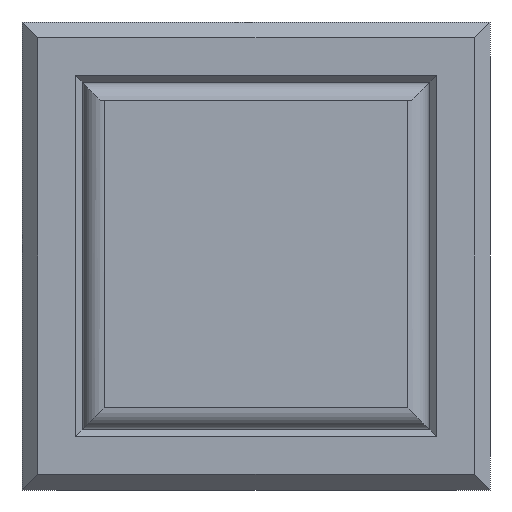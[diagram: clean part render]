
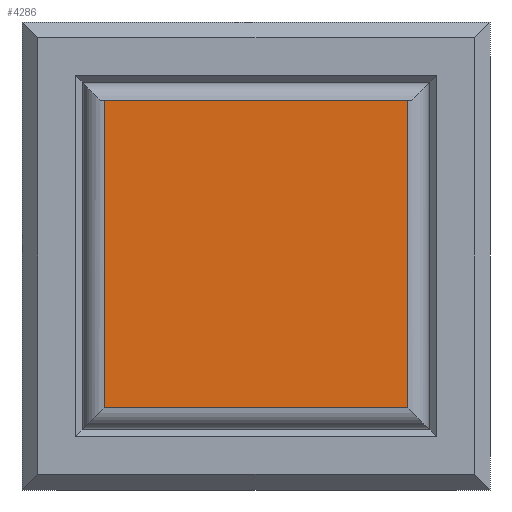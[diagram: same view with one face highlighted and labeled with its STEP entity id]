
A CAD part, left-side view. The second image highlights one B-rep face of the part: STEP entity #4286.
In plain terms, the highlighted planar face has unit normal (-1, 0, 0).
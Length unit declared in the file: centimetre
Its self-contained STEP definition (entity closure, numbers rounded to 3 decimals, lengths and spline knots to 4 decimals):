
#487=FACE_OUTER_BOUND('',#775,.T.);
#775=EDGE_LOOP('',(#3889,#3890,#3891,#3892));
#1337=LINE('',#10426,#1672);
#1338=LINE('',#10433,#1673);
#1340=LINE('',#10439,#1675);
#1341=LINE('',#10440,#1676);
#1672=VECTOR('',#5880,1.7683);
#1673=VECTOR('',#5889,1.7467);
#1675=VECTOR('',#5897,1.7683);
#1676=VECTOR('',#5898,1.7467);
#2052=VERTEX_POINT('',#10424);
#2053=VERTEX_POINT('',#10425);
#2055=VERTEX_POINT('',#10432);
#2056=VERTEX_POINT('',#10438);
#2662=EDGE_CURVE('',#2052,#2053,#1337,.T.);
#2666=EDGE_CURVE('',#2053,#2055,#1338,.T.);
#2669=EDGE_CURVE('',#2055,#2056,#1340,.T.);
#2670=EDGE_CURVE('',#2052,#2056,#1341,.T.);
#3889=ORIENTED_EDGE('',*,*,#2669,.T.);
#3890=ORIENTED_EDGE('',*,*,#2670,.F.);
#3891=ORIENTED_EDGE('',*,*,#2662,.T.);
#3892=ORIENTED_EDGE('',*,*,#2666,.T.);
#4028=PLANE('',#4713);
#4286=ADVANCED_FACE('',(#487),#4028,.T.);
#4713=AXIS2_PLACEMENT_3D('',#10437,#5895,#5896);
#5880=DIRECTION('',(0.,0.,-1.));
#5889=DIRECTION('',(0.,-1.,0.));
#5895=DIRECTION('center_axis',(-1.,0.,0.));
#5896=DIRECTION('ref_axis',(0.,0.,1.));
#5897=DIRECTION('',(0.,0.,1.));
#5898=DIRECTION('',(0.,-1.,0.));
#10424=CARTESIAN_POINT('',(-2.4,0.8733,0.895));
#10425=CARTESIAN_POINT('',(-2.4,0.8733,-0.8733));
#10426=CARTESIAN_POINT('',(-2.4,0.8733,0.895));
#10432=CARTESIAN_POINT('',(-2.4,-0.8733,-0.8733));
#10433=CARTESIAN_POINT('',(-2.4,0.895,-0.8733));
#10437=CARTESIAN_POINT('Origin',(-2.4,0.895,-0.8733));
#10438=CARTESIAN_POINT('',(-2.4,-0.8733,0.895));
#10439=CARTESIAN_POINT('',(-2.4,-0.8733,-0.895));
#10440=CARTESIAN_POINT('',(-2.4,0.8733,0.895));
